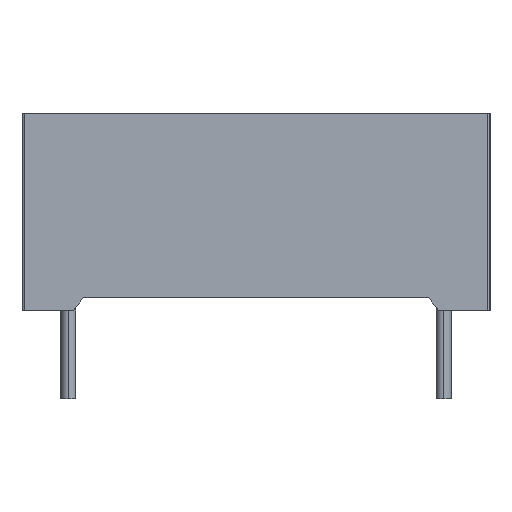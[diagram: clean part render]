
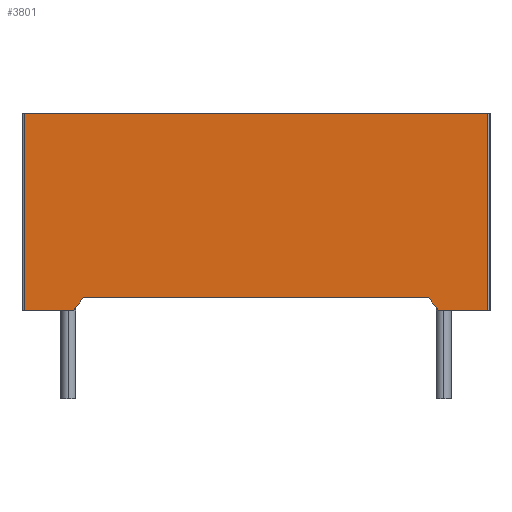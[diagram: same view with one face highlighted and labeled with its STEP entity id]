
A CAD part, left-side view. The second image highlights one B-rep face of the part: STEP entity #3801.
In plain terms, the highlighted planar face has unit normal (-1, 0, 0).
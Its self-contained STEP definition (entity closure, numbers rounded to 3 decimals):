
#3697 = VERTEX_POINT('',#3698);
#3698 = CARTESIAN_POINT('',(-25.15,-7.,0.6));
#3704 = EDGE_CURVE('',#3705,#3697,#3707,.T.);
#3705 = VERTEX_POINT('',#3706);
#3706 = CARTESIAN_POINT('',(-25.15,7.,0.6));
#3707 = LINE('',#3708,#3709);
#3708 = CARTESIAN_POINT('',(-25.15,9.5,0.6));
#3709 = VECTOR('',#3710,1.);
#3710 = DIRECTION('',(0.,-1.,0.));
#3801 = ADVANCED_FACE('',(#3802),#3859,.F.);
#3802 = FACE_BOUND('',#3803,.T.);
#3803 = EDGE_LOOP('',(#3804,#3814,#3822,#3830,#3838,#3846,#3852,#3853));
#3804 = ORIENTED_EDGE('',*,*,#3805,.F.);
#3805 = EDGE_CURVE('',#3806,#3808,#3810,.T.);
#3806 = VERTEX_POINT('',#3807);
#3807 = CARTESIAN_POINT('',(-25.15,-9.4,0.1));
#3808 = VERTEX_POINT('',#3809);
#3809 = CARTESIAN_POINT('',(-25.15,-7.42,0.1));
#3810 = LINE('',#3811,#3812);
#3811 = CARTESIAN_POINT('',(-25.15,-9.5,0.1));
#3812 = VECTOR('',#3813,1.);
#3813 = DIRECTION('',(0.,1.,0.));
#3814 = ORIENTED_EDGE('',*,*,#3815,.T.);
#3815 = EDGE_CURVE('',#3806,#3816,#3818,.T.);
#3816 = VERTEX_POINT('',#3817);
#3817 = CARTESIAN_POINT('',(-25.15,-9.4,8.1));
#3818 = LINE('',#3819,#3820);
#3819 = CARTESIAN_POINT('',(-25.15,-9.4,8.1));
#3820 = VECTOR('',#3821,1.);
#3821 = DIRECTION('',(0.,0.,1.));
#3822 = ORIENTED_EDGE('',*,*,#3823,.F.);
#3823 = EDGE_CURVE('',#3824,#3816,#3826,.T.);
#3824 = VERTEX_POINT('',#3825);
#3825 = CARTESIAN_POINT('',(-25.15,9.4,8.1));
#3826 = LINE('',#3827,#3828);
#3827 = CARTESIAN_POINT('',(-25.15,9.5,8.1));
#3828 = VECTOR('',#3829,1.);
#3829 = DIRECTION('',(0.,-1.,0.));
#3830 = ORIENTED_EDGE('',*,*,#3831,.T.);
#3831 = EDGE_CURVE('',#3824,#3832,#3834,.T.);
#3832 = VERTEX_POINT('',#3833);
#3833 = CARTESIAN_POINT('',(-25.15,9.4,0.1));
#3834 = LINE('',#3835,#3836);
#3835 = CARTESIAN_POINT('',(-25.15,9.4,8.1));
#3836 = VECTOR('',#3837,1.);
#3837 = DIRECTION('',(0.,0.,-1.));
#3838 = ORIENTED_EDGE('',*,*,#3839,.F.);
#3839 = EDGE_CURVE('',#3840,#3832,#3842,.T.);
#3840 = VERTEX_POINT('',#3841);
#3841 = CARTESIAN_POINT('',(-25.15,7.42,0.1));
#3842 = LINE('',#3843,#3844);
#3843 = CARTESIAN_POINT('',(-25.15,9.5,0.1));
#3844 = VECTOR('',#3845,1.);
#3845 = DIRECTION('',(0.,1.,0.));
#3846 = ORIENTED_EDGE('',*,*,#3847,.T.);
#3847 = EDGE_CURVE('',#3840,#3705,#3848,.T.);
#3848 = LINE('',#3849,#3850);
#3849 = CARTESIAN_POINT('',(-25.15,7.42,0.1));
#3850 = VECTOR('',#3851,1.);
#3851 = DIRECTION('',(0.,-0.643,0.766)
  );
#3852 = ORIENTED_EDGE('',*,*,#3704,.T.);
#3853 = ORIENTED_EDGE('',*,*,#3854,.T.);
#3854 = EDGE_CURVE('',#3697,#3808,#3855,.T.);
#3855 = LINE('',#3856,#3857);
#3856 = CARTESIAN_POINT('',(-25.15,-7.42,0.1));
#3857 = VECTOR('',#3858,1.);
#3858 = DIRECTION('',(0.,-0.643,-0.766
    ));
#3859 = PLANE('',#3860);
#3860 = AXIS2_PLACEMENT_3D('',#3861,#3862,#3863);
#3861 = CARTESIAN_POINT('',(-25.15,9.5,8.1));
#3862 = DIRECTION('',(1.,0.,0.));
#3863 = DIRECTION('',(0.,1.,0.));
